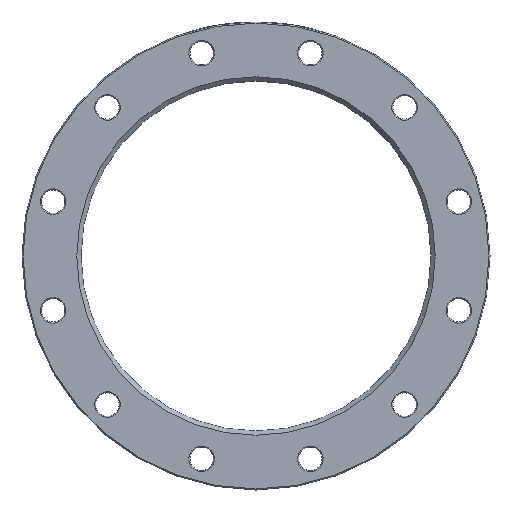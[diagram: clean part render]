
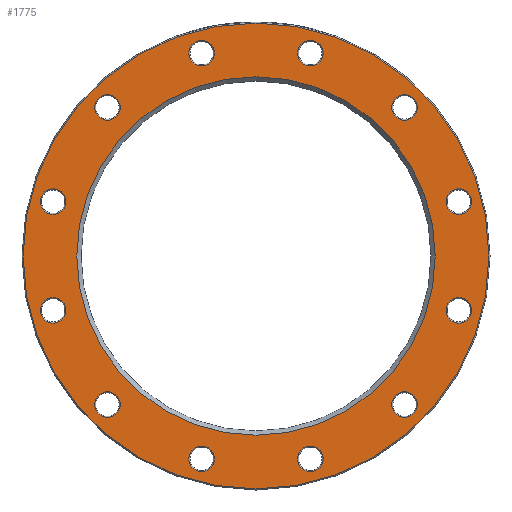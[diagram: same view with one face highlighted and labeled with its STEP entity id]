
A CAD part, left-side view. The second image highlights one B-rep face of the part: STEP entity #1775.
In plain terms, the highlighted planar face has unit normal (-1, 0, 0).
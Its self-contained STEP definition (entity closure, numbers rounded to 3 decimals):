
#44 = CARTESIAN_POINT ( 'NONE',  ( 0., -139.654, -151.654 ) ) ;
#58 = DIRECTION ( 'NONE',  ( 1., 0., 0. ) ) ;
#105 = FACE_BOUND ( 'NONE', #1929, .T. ) ;
#116 = VERTEX_POINT ( 'NONE', #6837 ) ;
#209 = ORIENTED_EDGE ( 'NONE', *, *, #2790, .T. ) ;
#244 = DIRECTION ( 'NONE',  ( 0., 0., -1. ) ) ;
#259 = ORIENTED_EDGE ( 'NONE', *, *, #2981, .T. ) ;
#271 = DIRECTION ( 'NONE',  ( 0., 0., -1. ) ) ;
#307 = AXIS2_PLACEMENT_3D ( 'NONE', #5378, #6474, #5988 ) ;
#317 = ORIENTED_EDGE ( 'NONE', *, *, #1602, .T. ) ;
#329 = CARTESIAN_POINT ( 'NONE',  ( 0., 51.117, 178.77 ) ) ;
#350 = DIRECTION ( 'NONE',  ( 0., 0., -1. ) ) ;
#435 = CIRCLE ( 'NONE', #307, 12. ) ;
#476 = CIRCLE ( 'NONE', #4541, 12. ) ;
#553 = EDGE_LOOP ( 'NONE', ( #317 ) ) ;
#565 = FACE_BOUND ( 'NONE', #4970, .T. ) ;
#571 = EDGE_CURVE ( 'NONE', #2835, #2835, #3624, .T. ) ;
#586 = CIRCLE ( 'NONE', #4422, 12. ) ;
#609 = DIRECTION ( 'NONE',  ( 0., 0., -1. ) ) ;
#731 = VERTEX_POINT ( 'NONE', #5626 ) ;
#856 = EDGE_CURVE ( 'NONE', #1240, #1240, #1640, .T. ) ;
#886 = CARTESIAN_POINT ( 'NONE',  ( 0., -139.654, -139.654 ) ) ;
#925 = DIRECTION ( 'NONE',  ( 0., 0., -1. ) ) ;
#963 = CARTESIAN_POINT ( 'NONE',  ( 0., -51.117, 190.77 ) ) ;
#1017 = AXIS2_PLACEMENT_3D ( 'NONE', #1909, #1301, #244 ) ;
#1062 = CIRCLE ( 'NONE', #4062, 12. ) ;
#1114 = FACE_BOUND ( 'NONE', #1517, .T. ) ;
#1240 = VERTEX_POINT ( 'NONE', #1848 ) ;
#1248 = AXIS2_PLACEMENT_3D ( 'NONE', #3982, #2854, #2345 ) ;
#1274 = VERTEX_POINT ( 'NONE', #3965 ) ;
#1301 = DIRECTION ( 'NONE',  ( 1., 0., 0. ) ) ;
#1379 = EDGE_CURVE ( 'NONE', #1274, #1274, #1062, .T. ) ;
#1420 = CARTESIAN_POINT ( 'NONE',  ( 0., -139.654, 127.654 ) ) ;
#1437 = DIRECTION ( 'NONE',  ( 1., 0., 0. ) ) ;
#1443 = ORIENTED_EDGE ( 'NONE', *, *, #6051, .T. ) ;
#1517 = EDGE_LOOP ( 'NONE', ( #4328 ) ) ;
#1531 = CARTESIAN_POINT ( 'NONE',  ( 0., 139.654, 139.654 ) ) ;
#1602 = EDGE_CURVE ( 'NONE', #4615, #4615, #476, .T. ) ;
#1628 = FACE_BOUND ( 'NONE', #3102, .T. ) ;
#1640 = CIRCLE ( 'NONE', #3494, 168.5 ) ;
#1647 = ORIENTED_EDGE ( 'NONE', *, *, #3700, .T. ) ;
#1661 = DIRECTION ( 'NONE',  ( 0., 0., -1. ) ) ;
#1731 = FACE_BOUND ( 'NONE', #553, .T. ) ;
#1775 = ADVANCED_FACE ( 'NONE', ( #5082, #2170, #6028, #1114, #7193, #565, #6131, #2783, #1731, #4971, #105, #6613, #6170, #1628 ), #3849, .F. ) ;
#1799 = AXIS2_PLACEMENT_3D ( 'NONE', #1531, #3638, #609 ) ;
#1848 = CARTESIAN_POINT ( 'NONE',  ( 0., 0., -168.5 ) ) ;
#1899 = CARTESIAN_POINT ( 'NONE',  ( 0., 139.654, -139.654 ) ) ;
#1909 = CARTESIAN_POINT ( 'NONE',  ( 0., 190.77, -51.117 ) ) ;
#1914 = CIRCLE ( 'NONE', #5986, 12. ) ;
#1929 = EDGE_LOOP ( 'NONE', ( #1443 ) ) ;
#1936 = CIRCLE ( 'NONE', #1248, 219. ) ;
#1984 = ORIENTED_EDGE ( 'NONE', *, *, #2356, .T. ) ;
#1985 = DIRECTION ( 'NONE',  ( 0., 0., -1. ) ) ;
#2050 = DIRECTION ( 'NONE',  ( 0., 0., -1. ) ) ;
#2093 = EDGE_CURVE ( 'NONE', #2328, #2328, #7107, .T. ) ;
#2170 = FACE_OUTER_BOUND ( 'NONE', #6359, .T. ) ;
#2253 = VERTEX_POINT ( 'NONE', #6698 ) ;
#2261 = DIRECTION ( 'NONE',  ( 1., 0., 0. ) ) ;
#2271 = EDGE_CURVE ( 'NONE', #4513, #4513, #5236, .T. ) ;
#2328 = VERTEX_POINT ( 'NONE', #3416 ) ;
#2345 = DIRECTION ( 'NONE',  ( 0., 0., -1. ) ) ;
#2356 = EDGE_CURVE ( 'NONE', #2253, #2253, #586, .T. ) ;
#2386 = AXIS2_PLACEMENT_3D ( 'NONE', #6817, #58, #6300 ) ;
#2392 = CIRCLE ( 'NONE', #5186, 12. ) ;
#2503 = CIRCLE ( 'NONE', #1799, 12. ) ;
#2526 = DIRECTION ( 'NONE',  ( 1., 0., 0. ) ) ;
#2535 = DIRECTION ( 'NONE',  ( 1., 0., 0. ) ) ;
#2554 = CARTESIAN_POINT ( 'NONE',  ( 0., -190.77, 39.117 ) ) ;
#2594 = CARTESIAN_POINT ( 'NONE',  ( 0., 139.654, 127.654 ) ) ;
#2595 = EDGE_LOOP ( 'NONE', ( #5597 ) ) ;
#2641 = CARTESIAN_POINT ( 'NONE',  ( 0., -51.117, -190.77 ) ) ;
#2694 = AXIS2_PLACEMENT_3D ( 'NONE', #963, #4230, #925 ) ;
#2783 = FACE_BOUND ( 'NONE', #6905, .T. ) ;
#2790 = EDGE_CURVE ( 'NONE', #116, #116, #4652, .T. ) ;
#2835 = VERTEX_POINT ( 'NONE', #6772 ) ;
#2854 = DIRECTION ( 'NONE',  ( -1., 0., 0. ) ) ;
#2903 = AXIS2_PLACEMENT_3D ( 'NONE', #3267, #6757, #1661 ) ;
#2981 = EDGE_CURVE ( 'NONE', #731, #731, #1936, .T. ) ;
#3028 = EDGE_LOOP ( 'NONE', ( #1984 ) ) ;
#3102 = EDGE_LOOP ( 'NONE', ( #4474 ) ) ;
#3166 = EDGE_LOOP ( 'NONE', ( #209 ) ) ;
#3267 = CARTESIAN_POINT ( 'NONE',  ( 0., 164.5, 0. ) ) ;
#3350 = ORIENTED_EDGE ( 'NONE', *, *, #2271, .T. ) ;
#3416 = CARTESIAN_POINT ( 'NONE',  ( 0., 190.77, 39.117 ) ) ;
#3451 = CARTESIAN_POINT ( 'NONE',  ( 0., -190.77, 51.117 ) ) ;
#3489 = AXIS2_PLACEMENT_3D ( 'NONE', #4752, #6972, #1985 ) ;
#3494 = AXIS2_PLACEMENT_3D ( 'NONE', #5023, #2261, #4480 ) ;
#3525 = VERTEX_POINT ( 'NONE', #1420 ) ;
#3624 = CIRCLE ( 'NONE', #6281, 12. ) ;
#3638 = DIRECTION ( 'NONE',  ( 1., 0., 0. ) ) ;
#3679 = VERTEX_POINT ( 'NONE', #2554 ) ;
#3700 = EDGE_CURVE ( 'NONE', #4552, #4552, #2503, .T. ) ;
#3849 = PLANE ( 'NONE',  #2903 ) ;
#3921 = DIRECTION ( 'NONE',  ( 0., 0., -1. ) ) ;
#3965 = CARTESIAN_POINT ( 'NONE',  ( 0., -190.77, -63.117 ) ) ;
#3982 = CARTESIAN_POINT ( 'NONE',  ( 0., 0., 0. ) ) ;
#4062 = AXIS2_PLACEMENT_3D ( 'NONE', #6499, #1437, #5833 ) ;
#4145 = EDGE_LOOP ( 'NONE', ( #5852 ) ) ;
#4174 = VERTEX_POINT ( 'NONE', #5273 ) ;
#4182 = ORIENTED_EDGE ( 'NONE', *, *, #571, .T. ) ;
#4230 = DIRECTION ( 'NONE',  ( 1., 0., 0. ) ) ;
#4256 = VERTEX_POINT ( 'NONE', #329 ) ;
#4303 = DIRECTION ( 'NONE',  ( 1., 0., 0. ) ) ;
#4322 = EDGE_CURVE ( 'NONE', #4256, #4256, #5293, .T. ) ;
#4328 = ORIENTED_EDGE ( 'NONE', *, *, #4322, .T. ) ;
#4422 = AXIS2_PLACEMENT_3D ( 'NONE', #2641, #4303, #2050 ) ;
#4474 = ORIENTED_EDGE ( 'NONE', *, *, #2093, .T. ) ;
#4480 = DIRECTION ( 'NONE',  ( 0., 0., -1. ) ) ;
#4513 = VERTEX_POINT ( 'NONE', #6288 ) ;
#4541 = AXIS2_PLACEMENT_3D ( 'NONE', #886, #2526, #6377 ) ;
#4552 = VERTEX_POINT ( 'NONE', #2594 ) ;
#4615 = VERTEX_POINT ( 'NONE', #44 ) ;
#4652 = CIRCLE ( 'NONE', #1017, 12. ) ;
#4653 = ORIENTED_EDGE ( 'NONE', *, *, #6551, .T. ) ;
#4752 = CARTESIAN_POINT ( 'NONE',  ( 0., 190.77, 51.117 ) ) ;
#4897 = EDGE_CURVE ( 'NONE', #3679, #3679, #1914, .T. ) ;
#4924 = EDGE_LOOP ( 'NONE', ( #4182 ) ) ;
#4970 = EDGE_LOOP ( 'NONE', ( #4653 ) ) ;
#4971 = FACE_BOUND ( 'NONE', #3028, .T. ) ;
#5023 = CARTESIAN_POINT ( 'NONE',  ( 0., 0., 0. ) ) ;
#5082 = FACE_BOUND ( 'NONE', #4145, .T. ) ;
#5186 = AXIS2_PLACEMENT_3D ( 'NONE', #5291, #2535, #350 ) ;
#5236 = CIRCLE ( 'NONE', #2694, 12. ) ;
#5273 = CARTESIAN_POINT ( 'NONE',  ( 0., 51.117, -202.77 ) ) ;
#5291 = CARTESIAN_POINT ( 'NONE',  ( 0., 51.117, -190.77 ) ) ;
#5293 = CIRCLE ( 'NONE', #2386, 12. ) ;
#5378 = CARTESIAN_POINT ( 'NONE',  ( 0., -139.654, 139.654 ) ) ;
#5597 = ORIENTED_EDGE ( 'NONE', *, *, #4897, .T. ) ;
#5626 = CARTESIAN_POINT ( 'NONE',  ( 0., 0., -219. ) ) ;
#5718 = EDGE_LOOP ( 'NONE', ( #1647 ) ) ;
#5833 = DIRECTION ( 'NONE',  ( 0., 0., -1. ) ) ;
#5852 = ORIENTED_EDGE ( 'NONE', *, *, #856, .T. ) ;
#5931 = ORIENTED_EDGE ( 'NONE', *, *, #1379, .T. ) ;
#5986 = AXIS2_PLACEMENT_3D ( 'NONE', #3451, #6692, #3921 ) ;
#5988 = DIRECTION ( 'NONE',  ( 0., 0., -1. ) ) ;
#6028 = FACE_BOUND ( 'NONE', #5718, .T. ) ;
#6051 = EDGE_CURVE ( 'NONE', #4174, #4174, #2392, .T. ) ;
#6131 = FACE_BOUND ( 'NONE', #2595, .T. ) ;
#6170 = FACE_BOUND ( 'NONE', #3166, .T. ) ;
#6281 = AXIS2_PLACEMENT_3D ( 'NONE', #1899, #6342, #271 ) ;
#6288 = CARTESIAN_POINT ( 'NONE',  ( 0., -51.117, 178.77 ) ) ;
#6300 = DIRECTION ( 'NONE',  ( 0., 0., -1. ) ) ;
#6342 = DIRECTION ( 'NONE',  ( 1., 0., 0. ) ) ;
#6359 = EDGE_LOOP ( 'NONE', ( #259 ) ) ;
#6377 = DIRECTION ( 'NONE',  ( 0., 0., -1. ) ) ;
#6474 = DIRECTION ( 'NONE',  ( 1., 0., 0. ) ) ;
#6499 = CARTESIAN_POINT ( 'NONE',  ( 0., -190.77, -51.117 ) ) ;
#6551 = EDGE_CURVE ( 'NONE', #3525, #3525, #435, .T. ) ;
#6613 = FACE_BOUND ( 'NONE', #4924, .T. ) ;
#6692 = DIRECTION ( 'NONE',  ( 1., 0., 0. ) ) ;
#6698 = CARTESIAN_POINT ( 'NONE',  ( 0., -51.117, -202.77 ) ) ;
#6757 = DIRECTION ( 'NONE',  ( 1., 0., 0. ) ) ;
#6772 = CARTESIAN_POINT ( 'NONE',  ( 0., 139.654, -151.654 ) ) ;
#6817 = CARTESIAN_POINT ( 'NONE',  ( 0., 51.117, 190.77 ) ) ;
#6837 = CARTESIAN_POINT ( 'NONE',  ( 0., 190.77, -63.117 ) ) ;
#6869 = EDGE_LOOP ( 'NONE', ( #3350 ) ) ;
#6905 = EDGE_LOOP ( 'NONE', ( #5931 ) ) ;
#6972 = DIRECTION ( 'NONE',  ( 1., 0., 0. ) ) ;
#7107 = CIRCLE ( 'NONE', #3489, 12. ) ;
#7193 = FACE_BOUND ( 'NONE', #6869, .T. ) ;
